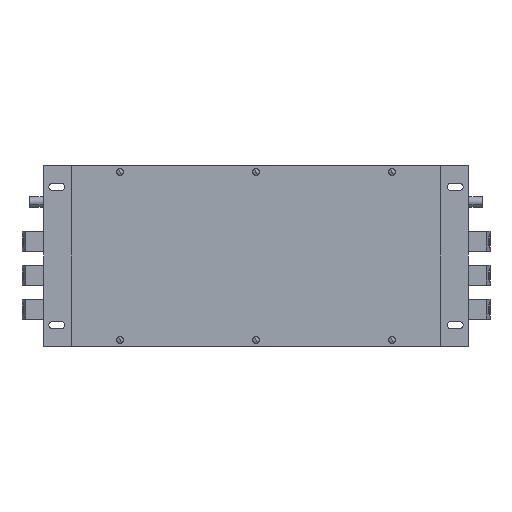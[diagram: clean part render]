
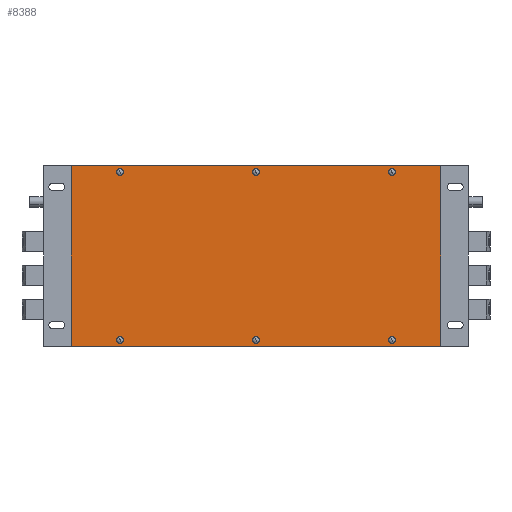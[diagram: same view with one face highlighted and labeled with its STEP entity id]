
A CAD part, front view. The second image highlights one B-rep face of the part: STEP entity #8388.
In plain terms, the highlighted planar face has unit normal (0, -1, 0).
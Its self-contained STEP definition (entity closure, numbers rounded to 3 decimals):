
#158 = EDGE_CURVE ( 'NONE', #4756, #2886, #8315, .T. ) ;
#228 = CARTESIAN_POINT ( 'NONE',  ( -128., -47., 79. ) ) ;
#258 = CARTESIAN_POINT ( 'NONE',  ( 125.271, -47., 77.426 ) ) ;
#298 = DIRECTION ( 'NONE',  ( 0., 0., 1. ) ) ;
#306 = EDGE_CURVE ( 'NONE', #6772, #4620, #4939, .T. ) ;
#370 = DIRECTION ( 'NONE',  ( 0., -1., 0. ) ) ;
#466 = FACE_BOUND ( 'NONE', #3799, .T. ) ;
#475 = CARTESIAN_POINT ( 'NONE',  ( 174., -47., 85. ) ) ;
#615 = VERTEX_POINT ( 'NONE', #6516 ) ;
#661 = CARTESIAN_POINT ( 'NONE',  ( 174., -47., -85. ) ) ;
#673 = DIRECTION ( 'NONE',  ( 0., 0., 1. ) ) ;
#714 = DIRECTION ( 'NONE',  ( 0., -1., 0. ) ) ;
#769 = CARTESIAN_POINT ( 'NONE',  ( 130.729, -47., -77.426 ) ) ;
#899 = CIRCLE ( 'NONE', #10063, 3.15 ) ;
#926 = VERTEX_POINT ( 'NONE', #981 ) ;
#929 = EDGE_CURVE ( 'NONE', #3951, #2419, #1961, .T. ) ;
#955 = DIRECTION ( 'NONE',  ( 0., -1., 0. ) ) ;
#981 = CARTESIAN_POINT ( 'NONE',  ( 2.729, -47., -77.426 ) ) ;
#991 = ORIENTED_EDGE ( 'NONE', *, *, #306, .T. ) ;
#1111 = CARTESIAN_POINT ( 'NONE',  ( -128., -47., -79. ) ) ;
#1248 = EDGE_CURVE ( 'NONE', #615, #926, #899, .T. ) ;
#1299 = AXIS2_PLACEMENT_3D ( 'NONE', #2670, #370, #6667 ) ;
#1486 = DIRECTION ( 'NONE',  ( 0., 0., 1. ) ) ;
#1517 = CARTESIAN_POINT ( 'NONE',  ( 128., -47., -79. ) ) ;
#1567 = DIRECTION ( 'NONE',  ( 0., 0., 1. ) ) ;
#1665 = EDGE_CURVE ( 'NONE', #2886, #4756, #3547, .T. ) ;
#1879 = LINE ( 'NONE', #3582, #6184 ) ;
#1898 = FACE_BOUND ( 'NONE', #10036, .T. ) ;
#1955 = DIRECTION ( 'NONE',  ( 0., 0., 1. ) ) ;
#1961 = CIRCLE ( 'NONE', #1299, 3.15 ) ;
#2070 = ORIENTED_EDGE ( 'NONE', *, *, #4570, .F. ) ;
#2071 = AXIS2_PLACEMENT_3D ( 'NONE', #228, #2589, #5597 ) ;
#2087 = ORIENTED_EDGE ( 'NONE', *, *, #8755, .F. ) ;
#2103 = VERTEX_POINT ( 'NONE', #475 ) ;
#2219 = CIRCLE ( 'NONE', #10071, 3.15 ) ;
#2302 = EDGE_CURVE ( 'NONE', #3759, #2537, #7787, .T. ) ;
#2313 = ORIENTED_EDGE ( 'NONE', *, *, #7616, .F. ) ;
#2419 = VERTEX_POINT ( 'NONE', #769 ) ;
#2463 = ORIENTED_EDGE ( 'NONE', *, *, #929, .F. ) ;
#2531 = AXIS2_PLACEMENT_3D ( 'NONE', #4428, #6836, #298 ) ;
#2537 = VERTEX_POINT ( 'NONE', #7258 ) ;
#2589 = DIRECTION ( 'NONE',  ( 0., -1., 0. ) ) ;
#2670 = CARTESIAN_POINT ( 'NONE',  ( 128., -47., -79. ) ) ;
#2715 = DIRECTION ( 'NONE',  ( 0., -1., 0. ) ) ;
#2716 = VERTEX_POINT ( 'NONE', #6367 ) ;
#2774 = FACE_OUTER_BOUND ( 'NONE', #5236, .T. ) ;
#2782 = CARTESIAN_POINT ( 'NONE',  ( 2.729, -47., 80.574 ) ) ;
#2822 = VERTEX_POINT ( 'NONE', #2782 ) ;
#2886 = VERTEX_POINT ( 'NONE', #9855 ) ;
#2910 = ORIENTED_EDGE ( 'NONE', *, *, #3514, .F. ) ;
#2978 = DIRECTION ( 'NONE',  ( 0., -1., 0. ) ) ;
#3006 = ORIENTED_EDGE ( 'NONE', *, *, #3739, .F. ) ;
#3035 = AXIS2_PLACEMENT_3D ( 'NONE', #9064, #8199, #8967 ) ;
#3244 = EDGE_LOOP ( 'NONE', ( #8662, #6120 ) ) ;
#3267 = DIRECTION ( 'NONE',  ( 0., -1., 0. ) ) ;
#3367 = CARTESIAN_POINT ( 'NONE',  ( -125.271, -47., 80.574 ) ) ;
#3395 = CIRCLE ( 'NONE', #6668, 3.15 ) ;
#3430 = CARTESIAN_POINT ( 'NONE',  ( -174., -47., 85. ) ) ;
#3514 = EDGE_CURVE ( 'NONE', #7028, #2716, #7139, .T. ) ;
#3547 = CIRCLE ( 'NONE', #2071, 3.15 ) ;
#3582 = CARTESIAN_POINT ( 'NONE',  ( -174., -47., 85. ) ) ;
#3654 = EDGE_LOOP ( 'NONE', ( #2070, #2463 ) ) ;
#3711 = CIRCLE ( 'NONE', #4363, 3.15 ) ;
#3739 = EDGE_CURVE ( 'NONE', #2537, #3759, #3711, .T. ) ;
#3759 = VERTEX_POINT ( 'NONE', #6172 ) ;
#3799 = EDGE_LOOP ( 'NONE', ( #2313, #7301 ) ) ;
#3951 = VERTEX_POINT ( 'NONE', #8918 ) ;
#4060 = ORIENTED_EDGE ( 'NONE', *, *, #9351, .F. ) ;
#4129 = EDGE_CURVE ( 'NONE', #2822, #7888, #3395, .T. ) ;
#4130 = CARTESIAN_POINT ( 'NONE',  ( 128., -47., 79. ) ) ;
#4168 = EDGE_CURVE ( 'NONE', #7888, #2822, #7805, .T. ) ;
#4218 = CARTESIAN_POINT ( 'NONE',  ( -2.729, -47., 77.426 ) ) ;
#4237 = DIRECTION ( 'NONE',  ( 0., -1., 0. ) ) ;
#4363 = AXIS2_PLACEMENT_3D ( 'NONE', #1111, #4237, #7556 ) ;
#4428 = CARTESIAN_POINT ( 'NONE',  ( 0., -47., -79. ) ) ;
#4449 = PLANE ( 'NONE',  #3035 ) ;
#4504 = DIRECTION ( 'NONE',  ( 0., 0., 1. ) ) ;
#4555 = VECTOR ( 'NONE', #8178, 1000. ) ;
#4570 = EDGE_CURVE ( 'NONE', #2419, #3951, #6341, .T. ) ;
#4605 = DIRECTION ( 'NONE',  ( 0., -1., 0. ) ) ;
#4620 = VERTEX_POINT ( 'NONE', #661 ) ;
#4756 = VERTEX_POINT ( 'NONE', #3367 ) ;
#4864 = ORIENTED_EDGE ( 'NONE', *, *, #158, .F. ) ;
#4868 = EDGE_CURVE ( 'NONE', #5074, #6772, #1879, .T. ) ;
#4939 = LINE ( 'NONE', #8065, #4555 ) ;
#5015 = FACE_BOUND ( 'NONE', #6825, .T. ) ;
#5074 = VERTEX_POINT ( 'NONE', #6481 ) ;
#5118 = CARTESIAN_POINT ( 'NONE',  ( 128., -47., 79. ) ) ;
#5128 = CARTESIAN_POINT ( 'NONE',  ( -174., -47., -85. ) ) ;
#5236 = EDGE_LOOP ( 'NONE', ( #991, #4060, #2087, #8423 ) ) ;
#5268 = CARTESIAN_POINT ( 'NONE',  ( -128., -47., -79. ) ) ;
#5334 = AXIS2_PLACEMENT_3D ( 'NONE', #4130, #955, #9568 ) ;
#5368 = ORIENTED_EDGE ( 'NONE', *, *, #8402, .F. ) ;
#5420 = CARTESIAN_POINT ( 'NONE',  ( 0., -47., -79. ) ) ;
#5597 = DIRECTION ( 'NONE',  ( 0., 0., 1. ) ) ;
#5845 = AXIS2_PLACEMENT_3D ( 'NONE', #9277, #2978, #4504 ) ;
#5892 = FACE_BOUND ( 'NONE', #3244, .T. ) ;
#6070 = DIRECTION ( 'NONE',  ( 0., 0., -1. ) ) ;
#6120 = ORIENTED_EDGE ( 'NONE', *, *, #4168, .F. ) ;
#6172 = CARTESIAN_POINT ( 'NONE',  ( -130.729, -47., -80.574 ) ) ;
#6184 = VECTOR ( 'NONE', #7302, 1000. ) ;
#6275 = CARTESIAN_POINT ( 'NONE',  ( -128., -47., 79. ) ) ;
#6288 = DIRECTION ( 'NONE',  ( 0., -1., 0. ) ) ;
#6306 = VECTOR ( 'NONE', #6547, 1000. ) ;
#6341 = CIRCLE ( 'NONE', #8799, 3.15 ) ;
#6367 = CARTESIAN_POINT ( 'NONE',  ( 130.729, -47., 80.574 ) ) ;
#6481 = CARTESIAN_POINT ( 'NONE',  ( -174., -47., 85. ) ) ;
#6516 = CARTESIAN_POINT ( 'NONE',  ( -2.729, -47., -80.574 ) ) ;
#6547 = DIRECTION ( 'NONE',  ( 1., 0., 0. ) ) ;
#6660 = FACE_BOUND ( 'NONE', #6851, .T. ) ;
#6667 = DIRECTION ( 'NONE',  ( 0., 0., 1. ) ) ;
#6668 = AXIS2_PLACEMENT_3D ( 'NONE', #7728, #4605, #673 ) ;
#6720 = DIRECTION ( 'NONE',  ( 0., 0., 1. ) ) ;
#6772 = VERTEX_POINT ( 'NONE', #5128 ) ;
#6807 = ORIENTED_EDGE ( 'NONE', *, *, #1665, .F. ) ;
#6825 = EDGE_LOOP ( 'NONE', ( #4864, #6807 ) ) ;
#6836 = DIRECTION ( 'NONE',  ( 0., -1., 0. ) ) ;
#6851 = EDGE_LOOP ( 'NONE', ( #5368, #2910 ) ) ;
#6857 = DIRECTION ( 'NONE',  ( 0., -1., 0. ) ) ;
#7028 = VERTEX_POINT ( 'NONE', #258 ) ;
#7139 = CIRCLE ( 'NONE', #5334, 3.15 ) ;
#7258 = CARTESIAN_POINT ( 'NONE',  ( -125.271, -47., -77.426 ) ) ;
#7301 = ORIENTED_EDGE ( 'NONE', *, *, #1248, .F. ) ;
#7302 = DIRECTION ( 'NONE',  ( 0., 0., -1. ) ) ;
#7308 = LINE ( 'NONE', #3430, #6306 ) ;
#7327 = AXIS2_PLACEMENT_3D ( 'NONE', #6275, #3267, #1567 ) ;
#7556 = DIRECTION ( 'NONE',  ( 0., 0., 1. ) ) ;
#7616 = EDGE_CURVE ( 'NONE', #926, #615, #7911, .T. ) ;
#7654 = CARTESIAN_POINT ( 'NONE',  ( 174., -47., 85. ) ) ;
#7705 = LINE ( 'NONE', #7654, #7921 ) ;
#7728 = CARTESIAN_POINT ( 'NONE',  ( 0., -47., 79. ) ) ;
#7787 = CIRCLE ( 'NONE', #9102, 3.15 ) ;
#7805 = CIRCLE ( 'NONE', #5845, 3.15 ) ;
#7888 = VERTEX_POINT ( 'NONE', #4218 ) ;
#7911 = CIRCLE ( 'NONE', #2531, 3.15 ) ;
#7921 = VECTOR ( 'NONE', #6070, 1000. ) ;
#8065 = CARTESIAN_POINT ( 'NONE',  ( -174., -47., -85. ) ) ;
#8178 = DIRECTION ( 'NONE',  ( 1., 0., 0. ) ) ;
#8199 = DIRECTION ( 'NONE',  ( 0., 1., 0. ) ) ;
#8315 = CIRCLE ( 'NONE', #7327, 3.15 ) ;
#8388 = ADVANCED_FACE ( 'NONE', ( #6660, #5015, #1898, #9019, #5892, #466, #2774 ), #4449, .F. ) ;
#8402 = EDGE_CURVE ( 'NONE', #2716, #7028, #2219, .T. ) ;
#8423 = ORIENTED_EDGE ( 'NONE', *, *, #4868, .T. ) ;
#8582 = DIRECTION ( 'NONE',  ( 0., 0., 1. ) ) ;
#8662 = ORIENTED_EDGE ( 'NONE', *, *, #4129, .F. ) ;
#8755 = EDGE_CURVE ( 'NONE', #5074, #2103, #7308, .T. ) ;
#8799 = AXIS2_PLACEMENT_3D ( 'NONE', #1517, #6857, #8582 ) ;
#8918 = CARTESIAN_POINT ( 'NONE',  ( 125.271, -47., -80.574 ) ) ;
#8967 = DIRECTION ( 'NONE',  ( 0., 0., 1. ) ) ;
#9019 = FACE_BOUND ( 'NONE', #3654, .T. ) ;
#9064 = CARTESIAN_POINT ( 'NONE',  ( -174., -47., 85. ) ) ;
#9102 = AXIS2_PLACEMENT_3D ( 'NONE', #5268, #714, #6720 ) ;
#9277 = CARTESIAN_POINT ( 'NONE',  ( 0., -47., 79. ) ) ;
#9351 = EDGE_CURVE ( 'NONE', #2103, #4620, #7705, .T. ) ;
#9568 = DIRECTION ( 'NONE',  ( 0., 0., 1. ) ) ;
#9855 = CARTESIAN_POINT ( 'NONE',  ( -130.729, -47., 77.426 ) ) ;
#9916 = ORIENTED_EDGE ( 'NONE', *, *, #2302, .F. ) ;
#10036 = EDGE_LOOP ( 'NONE', ( #3006, #9916 ) ) ;
#10063 = AXIS2_PLACEMENT_3D ( 'NONE', #5420, #6288, #1486 ) ;
#10071 = AXIS2_PLACEMENT_3D ( 'NONE', #5118, #2715, #1955 ) ;
